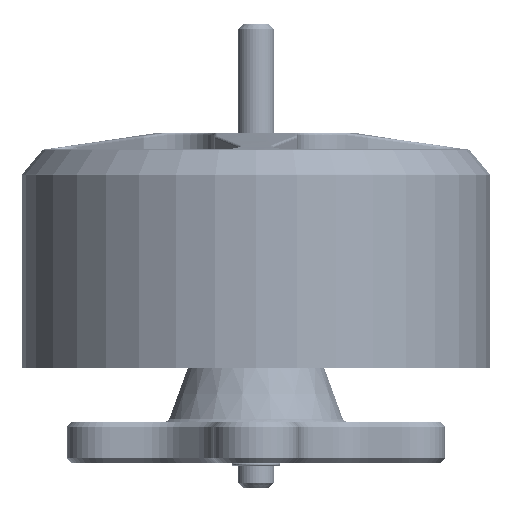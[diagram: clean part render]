
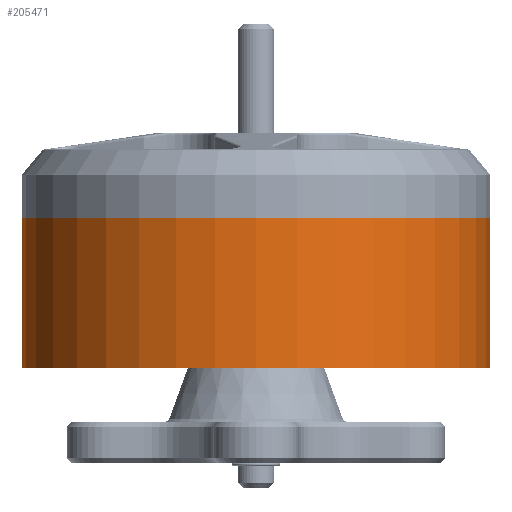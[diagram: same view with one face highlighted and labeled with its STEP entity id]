
A CAD part, front view. The second image highlights one B-rep face of the part: STEP entity #205471.
In plain terms, the highlighted cylindrical face has radius 9.6 mm (diameter 19.2 mm), a full revolution.
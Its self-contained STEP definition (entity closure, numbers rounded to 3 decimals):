
#205471 = ADVANCED_FACE('',(#205472),#205498,.T.);
#205472 = FACE_BOUND('',#205473,.T.);
#205473 = EDGE_LOOP('',(#205474,#205483,#205490,#205497));
#205474 = ORIENTED_EDGE('',*,*,#205475,.F.);
#205475 = EDGE_CURVE('',#205476,#205476,#205478,.T.);
#205476 = VERTEX_POINT('',#205477);
#205477 = CARTESIAN_POINT('',(9.6,0.,10.06));
#205478 = CIRCLE('',#205479,9.6);
#205479 = AXIS2_PLACEMENT_3D('',#205480,#205481,#205482);
#205480 = CARTESIAN_POINT('',(0.,0.,10.06));
#205481 = DIRECTION('',(0.,0.,1.));
#205482 = DIRECTION('',(1.,0.,0.));
#205483 = ORIENTED_EDGE('',*,*,#205484,.T.);
#205484 = EDGE_CURVE('',#205476,#205485,#205487,.T.);
#205485 = VERTEX_POINT('',#205486);
#205486 = CARTESIAN_POINT('',(9.6,0.,3.9));
#205487 = B_SPLINE_CURVE_WITH_KNOTS('',1,(#205488,#205489),
  .UNSPECIFIED.,.F.,.F.,(2,2),(0.,6.16),.PIECEWISE_BEZIER_KNOTS.);
#205488 = CARTESIAN_POINT('',(9.6,0.,10.06));
#205489 = CARTESIAN_POINT('',(9.6,0.,3.9));
#205490 = ORIENTED_EDGE('',*,*,#205491,.T.);
#205491 = EDGE_CURVE('',#205485,#205485,#205492,.T.);
#205492 = CIRCLE('',#205493,9.6);
#205493 = AXIS2_PLACEMENT_3D('',#205494,#205495,#205496);
#205494 = CARTESIAN_POINT('',(0.,0.,3.9));
#205495 = DIRECTION('',(0.,0.,1.));
#205496 = DIRECTION('',(1.,0.,0.));
#205497 = ORIENTED_EDGE('',*,*,#205484,.F.);
#205498 = CYLINDRICAL_SURFACE('',#205499,9.6);
#205499 = AXIS2_PLACEMENT_3D('',#205500,#205501,#205502);
#205500 = CARTESIAN_POINT('',(0.,0.,10.06));
#205501 = DIRECTION('',(0.,0.,-1.));
#205502 = DIRECTION('',(-1.,0.,0.));
